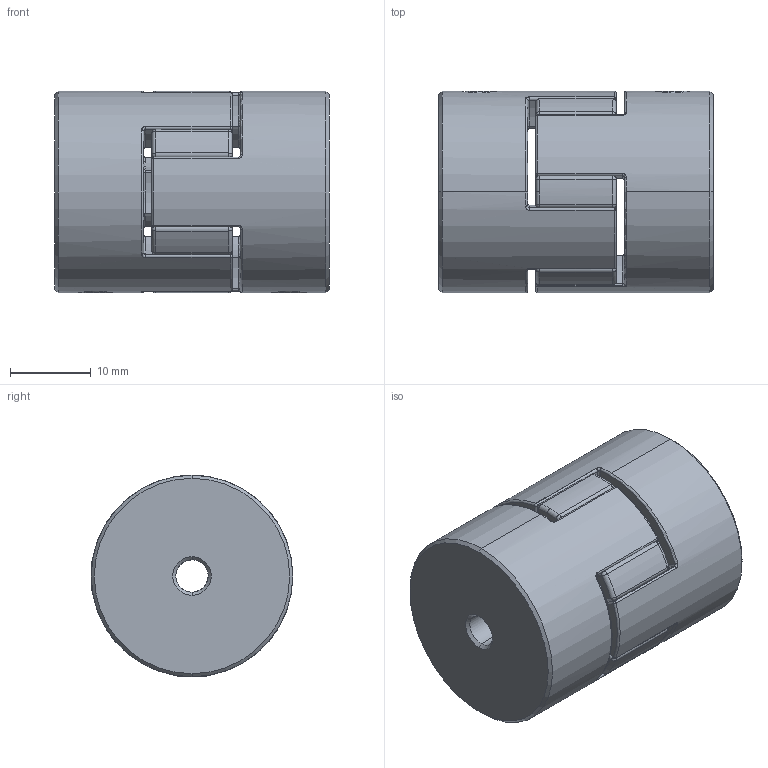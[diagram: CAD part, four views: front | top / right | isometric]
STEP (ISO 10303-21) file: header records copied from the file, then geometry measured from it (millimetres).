
FILE_DESCRIPTION (( 'STEP AP203' ), '1' );
FILE_NAME ('CL8-25.step', '2011-08-10T07:13:01', ( '' ), ( '' ), 'SwSTEP 2.0', 'SolidWorks 2010', '' );
FILE_SCHEMA (( 'CONFIG_CONTROL_DESIGN' ));
Length unit declared in the file: millimetre
Products named in the file (1): CL8-25
Bounding box: 34 x 25 x 25 mm (x, y, z)
Volume: 14988.7 mm3; surface area: 8195.9 mm2
Topology: 7 solids, 7 shells, 348 faces, 802 edges, 449 vertices
Faces by surface type: torus 109, cylinder 102, plane 48, sphere 45, cone 24, bspline 20
Entity records: 10915 total; most frequent: CARTESIAN_POINT 3189, DIRECTION 1750, ORIENTED_EDGE 1536, AXIS2_PLACEMENT_3D 771, EDGE_CURVE 768, CIRCLE 442, VERTEX_POINT 432, EDGE_LOOP 360
